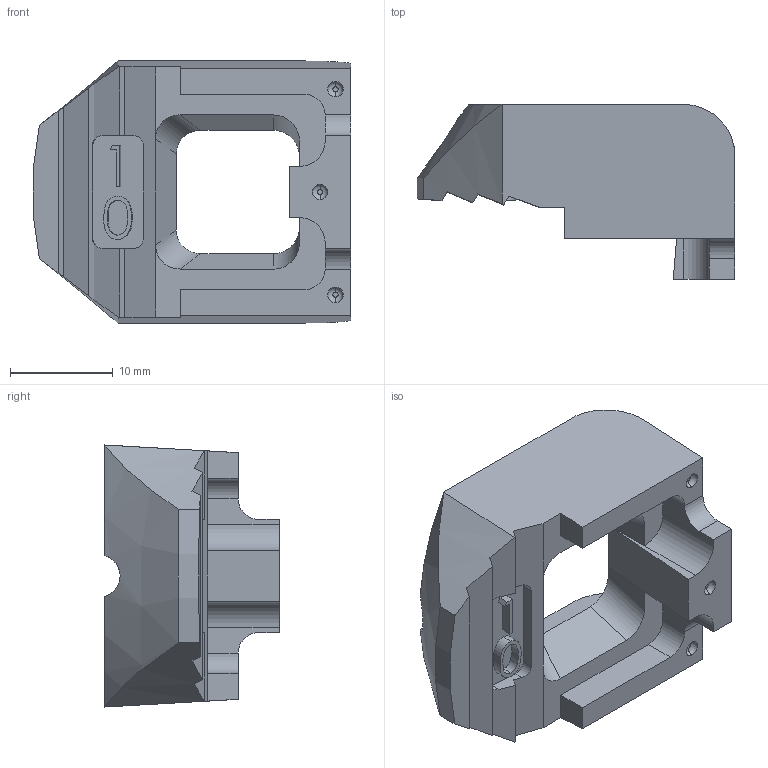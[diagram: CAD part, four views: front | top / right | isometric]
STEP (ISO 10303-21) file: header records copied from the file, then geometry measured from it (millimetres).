
FILE_DESCRIPTION (( 'STEP AP214' ), '1' );
FILE_NAME ('Typ A lang M10.STEP', '2008-03-10T15:47:46', ( 'Schütte' ), ( ' ' ), 'SwSTEP 2.0', 'SolidWorks 2008', '' );
FILE_SCHEMA (( 'AUTOMOTIVE_DESIGN' ));
Length unit declared in the file: millimetre
Products named in the file (1): Typ A lang M10
Bounding box: 30.92 x 17 x 25.5 mm (x, y, z)
Volume: 4256.6 mm3; surface area: 3011.9 mm2
Topology: 1 solids, 1 shells, 155 faces, 408 edges, 268 vertices
Faces by surface type: plane 104, bspline 25, cylinder 18, torus 6, cone 2
Entity records: 6283 total; most frequent: CARTESIAN_POINT 2644, ORIENTED_EDGE 816, DIRECTION 627, EDGE_CURVE 408, VECTOR 285, LINE 285, VERTEX_POINT 268, AXIS2_PLACEMENT_3D 171
